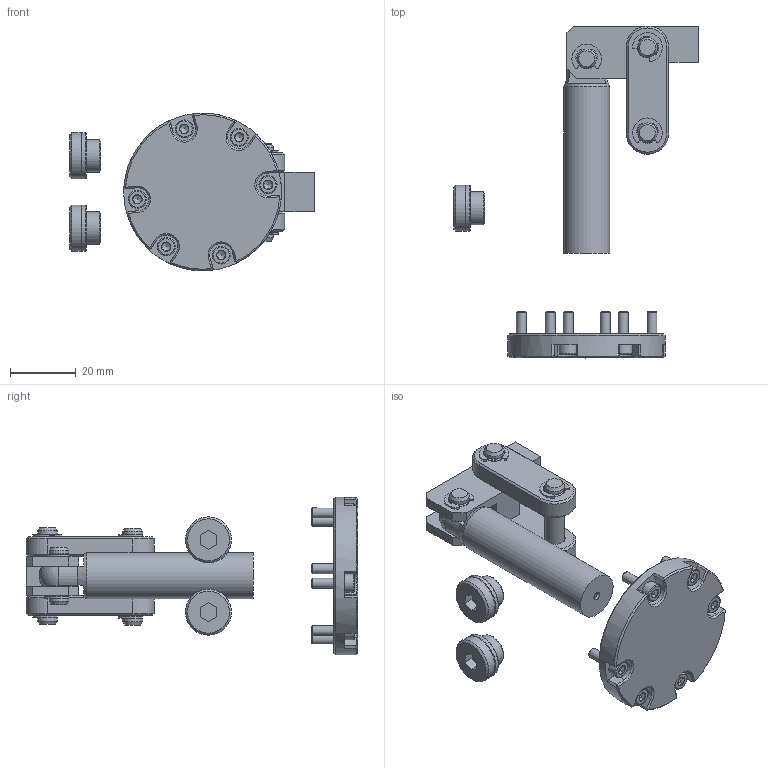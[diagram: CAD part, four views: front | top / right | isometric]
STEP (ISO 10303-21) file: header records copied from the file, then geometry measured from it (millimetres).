
FILE_DESCRIPTION(/* description */ ('Unknown'),/* implementation_level */ '2;1');
FILE_NAME(/* name */ 'GK-30-48-CC',/* time_stamp */ '2023-06-01T16:12:19+06:00',/* author */ ('Unknown'),/* organization */ ('Unknown'),/* preprocessor_version */ 'ST-DEVELOPER v16.7',/* originating_system */ 'DEX',/* authorisation */ $);
FILE_SCHEMA (('AUTOMOTIVE_DESIGN {1 0 10303 214 3 1 1}'));
Length unit declared in the file: millimetre
Products named in the file (12): hyd-cyl-bore-30-48_asm; BODY-DIA-30; PISTON-DIA-30; CLAMP-30; LINK-30; BOTTOM-CAP-30; END-PUGE-30; WASHER_0; FRONT-HING-PIN-30; BACK-HING-PIN; CIRCLIP-30; Screw_ISO_4762_M3x10_v14.00
Assembly tree (25 placements, depth 2):
  hyd-cyl-bore-30-48_asm
    BODY-DIA-30
    PISTON-DIA-30
    CLAMP-30
    LINK-30  x2
    BOTTOM-CAP-30
    END-PUGE-30  x2
    WASHER_0  x2
    FRONT-HING-PIN-30  x2
    BACK-HING-PIN
    CIRCLIP-30  x6
    Screw_ISO_4762_M3x10_v14.00  x6
Bounding box: 74.5 x 101.01 x 47.99 mm (x, y, z)
Volume: 35158.6 mm3; surface area: 19276 mm2
Topology: 24 solids, 24 shells, 571 faces, 1437 edges, 941 vertices
Faces by surface type: plane 244, cylinder 173, cone 110, torus 43, sphere 1
Full cylindrical faces by diameter (mm): 1.6 x2, 3 x6, 4.05 x6, 4.2 x6, 5.5 x6, 6 x17, 10 x4, 14 x5, 48 x1
Entity records: 7568 total; most frequent: CARTESIAN_POINT 1278, DIRECTION 1256, ORIENTED_EDGE 1046, EDGE_CURVE 523, AXIS2_PLACEMENT_3D 480, VERTEX_POINT 380, FACE_BOUND 373, EDGE_LOOP 370
